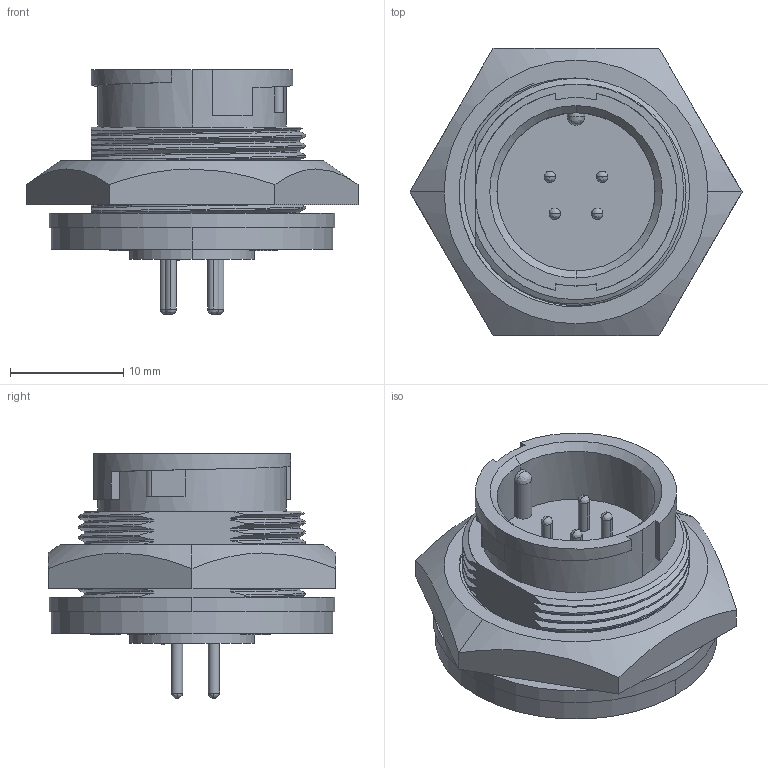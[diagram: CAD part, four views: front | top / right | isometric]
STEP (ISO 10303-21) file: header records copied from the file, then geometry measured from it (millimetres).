
FILE_DESCRIPTION (( 'STEP AP203' ), '1' );
FILE_NAME ('4281-4PG-300.STEP', '2013-07-12T20:17:46', ( '80FBPBF1' ), ( '' ), 'SwSTEP 2.0', 'SolidWorks 2012', '' );
FILE_SCHEMA (( 'CONFIG_CONTROL_DESIGN' ));
Length unit declared in the file: millimetre
Products named in the file (1): 4281-4PG-300
Bounding box: 29.33 x 25.4 x 21.64 mm (x, y, z)
Volume: 5023.6 mm3; surface area: 3811.5 mm2
Topology: 2 solids, 2 shells, 280 faces, 749 edges, 494 vertices
Faces by surface type: plane 112, bspline 84, cylinder 78, cone 6
Entity records: 17435 total; most frequent: CARTESIAN_POINT 11155, ORIENTED_EDGE 1494, DIRECTION 1004, EDGE_CURVE 747, VERTEX_POINT 494, VECTOR 378, LINE 378, AXIS2_PLACEMENT_3D 313
